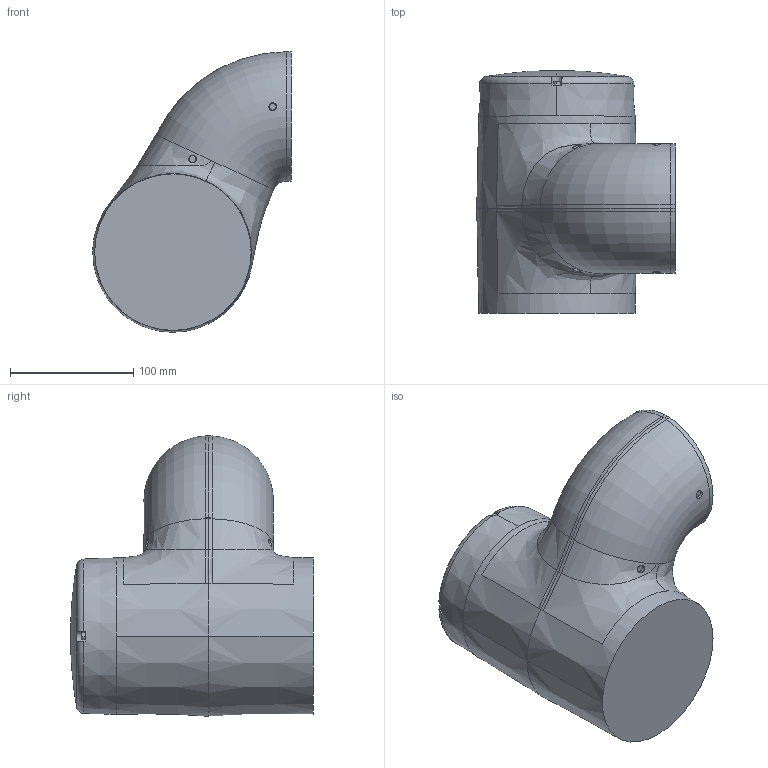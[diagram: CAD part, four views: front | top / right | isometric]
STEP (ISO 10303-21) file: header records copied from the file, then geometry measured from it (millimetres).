
FILE_DESCRIPTION (( 'STEP AP214' ), '1' );
FILE_NAME ('CRB15000_5kg-950_OmniCore_rev00_LINK3_CAD.step', '2021-01-29T06:10:34', ( '' ), ( '' ), 'SwSTEP 2.0', 'SolidWorks 2018', '' );
FILE_SCHEMA (( 'AUTOMOTIVE_DESIGN' ));
Length unit declared in the file: millimetre
Products named in the file (1): CRB15000_5kg-950_OmniCore_rev00_LINK3_CAD
Bounding box: 161 x 196.97 x 227.57 mm (x, y, z)
Volume: 3383500.3 mm3; surface area: 134978.4 mm2
Topology: 1 solids, 1 shells, 93 faces, 223 edges, 143 vertices
Faces by surface type: plane 31, cone 26, cylinder 16, bspline 14, torus 6
Entity records: 13253 total; most frequent: CARTESIAN_POINT 11181, ORIENTED_EDGE 446, DIRECTION 382, EDGE_CURVE 223, AXIS2_PLACEMENT_3D 157, VERTEX_POINT 143, EDGE_LOOP 104, ADVANCED_FACE 93
